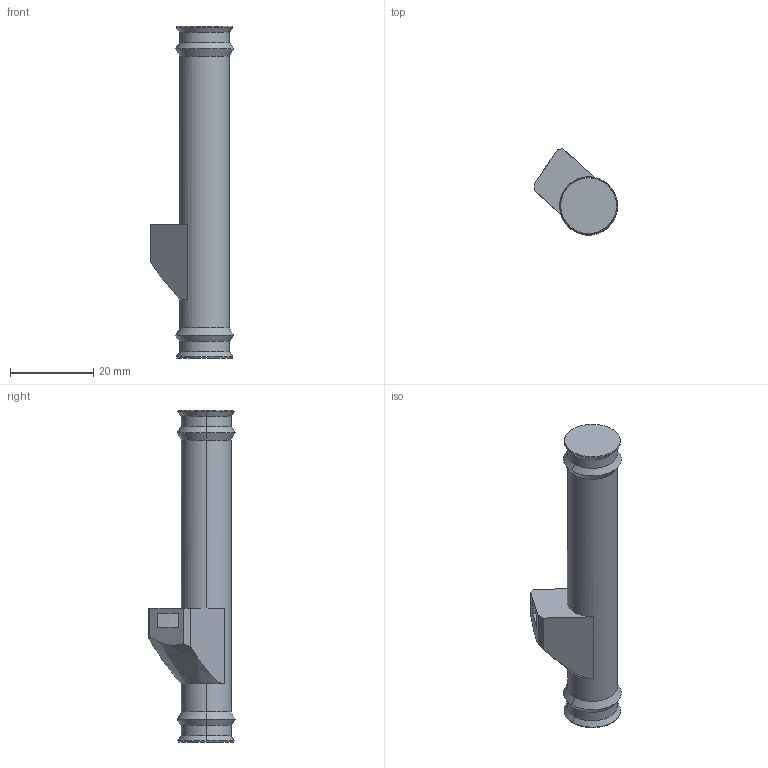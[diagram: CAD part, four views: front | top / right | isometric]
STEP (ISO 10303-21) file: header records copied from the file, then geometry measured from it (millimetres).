
FILE_DESCRIPTION (( 'STEP AP203' ), '1' );
FILE_NAME ('servo_arm_roller.STEP', '2025-08-14T13:09:00', ( '' ), ( '' ), 'SwSTEP 2.0', 'SolidWorks 2024', '' );
FILE_SCHEMA (( 'CONFIG_CONTROL_DESIGN' ));
Length unit declared in the file: millimetre
Products named in the file (1): servo_arm_roller
Bounding box: 20.08 x 20.8 x 80 mm (x, y, z)
Volume: 9538.6 mm3; surface area: 4594.7 mm2
Topology: 1 solids, 1 shells, 42 faces, 93 edges, 54 vertices
Faces by surface type: cone 19, cylinder 13, plane 10
Entity records: 1267 total; most frequent: CARTESIAN_POINT 239, DIRECTION 216, ORIENTED_EDGE 186, EDGE_CURVE 93, AXIS2_PLACEMENT_3D 85, VERTEX_POINT 54, LINE 46, VECTOR 46
